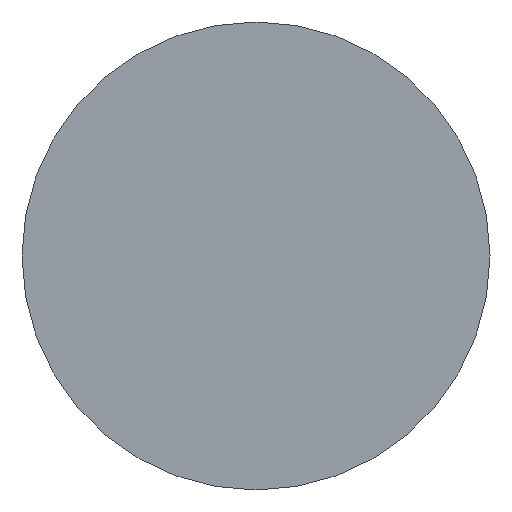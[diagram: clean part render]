
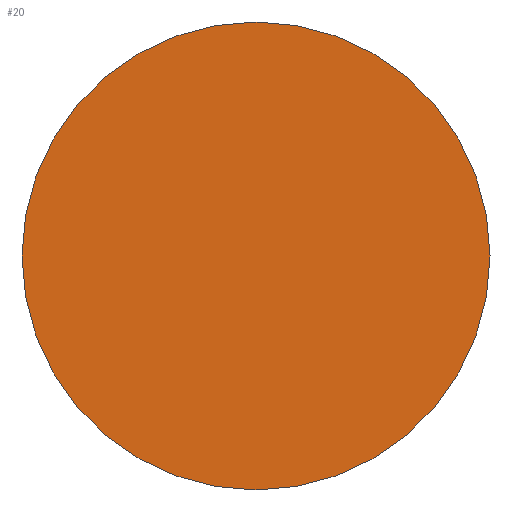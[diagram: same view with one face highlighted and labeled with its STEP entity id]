
A CAD part, top view. The second image highlights one B-rep face of the part: STEP entity #20.
In plain terms, the highlighted planar face has unit normal (0, 0, -1).
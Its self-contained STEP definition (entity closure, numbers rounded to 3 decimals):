
#13=FACE_OUTER_BOUND('',#14,.T.);
#14=EDGE_LOOP('',(#18));
#15=CIRCLE('',#43,10.001);
#16=VERTEX_POINT('',#52);
#17=EDGE_CURVE('',#16,#16,#15,.T.);
#18=ORIENTED_EDGE('',*,*,#17,.T.);
#19=PLANE('',#42);
#20=ADVANCED_FACE('',(#13),#19,.T.);
#42=AXIS2_PLACEMENT_3D('',#51,#46,#47);
#43=AXIS2_PLACEMENT_3D('',#53,#48,#49);
#46=DIRECTION('center_axis',(0.,0.,-1.));
#47=DIRECTION('ref_axis',(-1.,0.,0.));
#48=DIRECTION('center_axis',(0.,0.,-1.));
#49=DIRECTION('ref_axis',(-1.,0.,0.));
#51=CARTESIAN_POINT('Origin',(0.,0.,0.));
#52=CARTESIAN_POINT('',(10.001,0.,0.));
#53=CARTESIAN_POINT('Origin',(0.,0.,0.));
